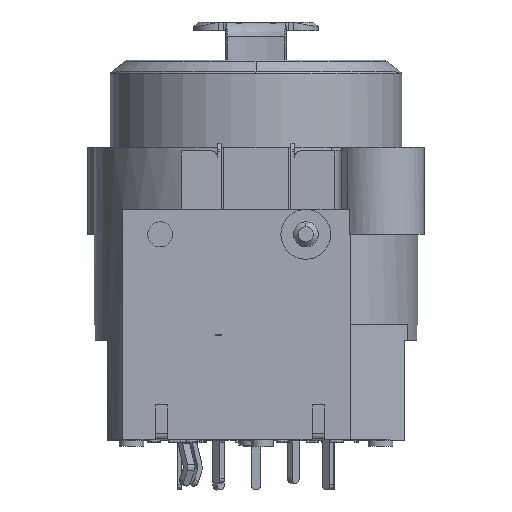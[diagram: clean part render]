
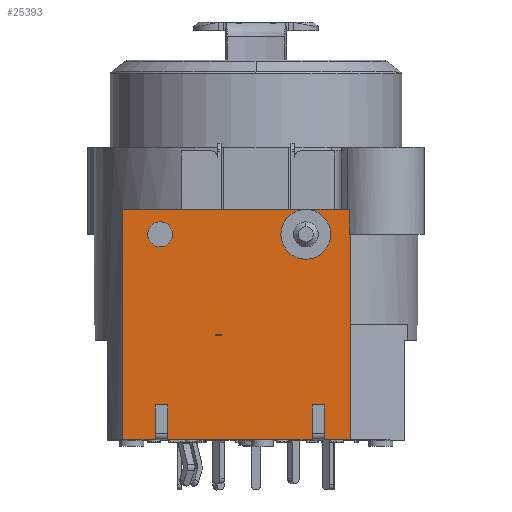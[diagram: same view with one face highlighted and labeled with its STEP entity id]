
A CAD part, top view. The second image highlights one B-rep face of the part: STEP entity #25393.
In plain terms, the highlighted planar face has unit normal (0, 0, 1).
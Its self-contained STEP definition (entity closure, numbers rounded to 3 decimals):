
#1142=DIRECTION('',(1.,0.,0.));
#1143=VECTOR('',#1142,11.6);
#1144=CARTESIAN_POINT('',(-7.1,-30.5,14.5));
#1145=LINE('',#1144,#1143);
#1146=DIRECTION('',(1.,0.,0.));
#1147=VECTOR('',#1146,2.1);
#1148=CARTESIAN_POINT('',(5.5,-30.5,14.5));
#1149=LINE('',#1148,#1147);
#1188=DIRECTION('',(1.,0.,0.));
#1189=VECTOR('',#1188,2.6);
#1190=CARTESIAN_POINT('',(-10.7,-30.5,14.5));
#1191=LINE('',#1190,#1189);
#5262=CARTESIAN_POINT('',(-7.7,-14.,14.5));
#5263=DIRECTION('',(0.,0.,1.));
#5264=DIRECTION('',(0.,1.,0.));
#5265=AXIS2_PLACEMENT_3D('',#5262,#5263,#5264);
#5267=CARTESIAN_POINT('',(-7.7,-14.,14.5));
#5268=DIRECTION('',(0.,0.,1.));
#5269=DIRECTION('',(0.,-1.,0.));
#5270=AXIS2_PLACEMENT_3D('',#5267,#5268,#5269);
#5272=CARTESIAN_POINT('',(4.,-14.,14.5));
#5273=DIRECTION('',(0.,0.,1.));
#5274=DIRECTION('',(0.,1.,0.));
#5275=AXIS2_PLACEMENT_3D('',#5272,#5273,#5274);
#5277=CARTESIAN_POINT('',(4.,-14.,14.5));
#5278=DIRECTION('',(0.,0.,1.));
#5279=DIRECTION('',(0.,-1.,0.));
#5280=AXIS2_PLACEMENT_3D('',#5277,#5278,#5279);
#5282=DIRECTION('',(0.,-1.,0.));
#5283=VECTOR('',#5282,2.);
#5284=CARTESIAN_POINT('',(7.5,-12.,14.5));
#5285=LINE('',#5284,#5283);
#5286=DIRECTION('',(1.,0.,0.));
#5287=VECTOR('',#5286,0.1);
#5288=CARTESIAN_POINT('',(7.5,-14.,14.5));
#5289=LINE('',#5288,#5287);
#5290=DIRECTION('',(0.,-1.,0.));
#5291=VECTOR('',#5290,16.5);
#5292=CARTESIAN_POINT('',(7.6,-14.,14.5));
#5293=LINE('',#5292,#5291);
#5312=DIRECTION('',(1.,0.,0.));
#5313=VECTOR('',#5312,0.5);
#5314=CARTESIAN_POINT('',(-3.251,-22.061,14.5));
#5315=LINE('',#5314,#5313);
#5316=CARTESIAN_POINT('',(-2.751,-22.061,14.5));
#5317=CARTESIAN_POINT('',(-2.751,-22.065,14.5));
#5318=CARTESIAN_POINT('',(-2.751,-22.074,
14.5));
#5319=CARTESIAN_POINT('',(-2.751,-22.087,
14.501));
#5320=CARTESIAN_POINT('',(-2.751,-22.096,
14.498));
#5321=CARTESIAN_POINT('',(-2.751,-22.1,14.498));
#5323=DIRECTION('',(-1.,0.,0.));
#5324=VECTOR('',#5323,0.5);
#5325=CARTESIAN_POINT('',(-2.751,-22.1,14.498));
#5326=LINE('',#5325,#5324);
#5327=CARTESIAN_POINT('',(-3.251,-22.1,14.498));
#5328=CARTESIAN_POINT('',(-3.251,-22.096,
14.498));
#5329=CARTESIAN_POINT('',(-3.251,-22.087,
14.501));
#5330=CARTESIAN_POINT('',(-3.251,-22.074,
14.5));
#5331=CARTESIAN_POINT('',(-3.251,-22.065,14.5));
#5332=CARTESIAN_POINT('',(-3.251,-22.061,14.5));
#5334=DIRECTION('',(0.,-1.,0.));
#5335=VECTOR('',#5334,2.8);
#5336=CARTESIAN_POINT('',(-7.1,-27.7,14.5));
#5337=LINE('',#5336,#5335);
#5355=DIRECTION('',(0.,1.,0.));
#5356=VECTOR('',#5355,2.8);
#5357=CARTESIAN_POINT('',(-8.1,-30.5,14.5));
#5358=LINE('',#5357,#5356);
#5372=DIRECTION('',(1.,0.,0.));
#5373=VECTOR('',#5372,1.);
#5374=CARTESIAN_POINT('',(-8.1,-27.7,14.5));
#5375=LINE('',#5374,#5373);
#5384=DIRECTION('',(0.,-1.,0.));
#5385=VECTOR('',#5384,18.5);
#5386=CARTESIAN_POINT('',(-10.7,-12.,14.5));
#5387=LINE('',#5386,#5385);
#5800=DIRECTION('',(-1.,0.,0.));
#5801=VECTOR('',#5800,3.5);
#5802=CARTESIAN_POINT('',(7.5,-12.,14.5));
#5803=LINE('',#5802,#5801);
#5804=DIRECTION('',(-1.,0.,0.));
#5805=VECTOR('',#5804,14.7);
#5806=CARTESIAN_POINT('',(4.,-12.,14.5));
#5807=LINE('',#5806,#5805);
#13182=DIRECTION('',(0.,-1.,0.));
#13183=VECTOR('',#13182,2.8);
#13184=CARTESIAN_POINT('',(5.5,-27.7,14.5));
#13185=LINE('',#13184,#13183);
#13203=DIRECTION('',(0.,1.,0.));
#13204=VECTOR('',#13203,2.8);
#13205=CARTESIAN_POINT('',(4.5,-30.5,14.5));
#13206=LINE('',#13205,#13204);
#13220=DIRECTION('',(1.,0.,0.));
#13221=VECTOR('',#13220,1.);
#13222=CARTESIAN_POINT('',(4.5,-27.7,14.5));
#13223=LINE('',#13222,#13221);
#14056=CARTESIAN_POINT('',(5.5,-30.5,14.5));
#14057=CARTESIAN_POINT('',(4.5,-30.5,14.5));
#14058=VERTEX_POINT('',#14056);
#14059=VERTEX_POINT('',#14057);
#14060=CARTESIAN_POINT('',(7.6,-30.5,14.5));
#14061=VERTEX_POINT('',#14060);
#14078=CARTESIAN_POINT('',(-10.7,-30.5,14.5));
#14079=VERTEX_POINT('',#14078);
#14080=CARTESIAN_POINT('',(-8.1,-30.5,14.5));
#14081=VERTEX_POINT('',#14080);
#14082=CARTESIAN_POINT('',(-7.1,-30.5,14.5));
#14083=VERTEX_POINT('',#14082);
#14864=CARTESIAN_POINT('',(4.5,-27.7,14.5));
#14865=VERTEX_POINT('',#14864);
#14868=CARTESIAN_POINT('',(-7.1,-27.7,14.5));
#14869=VERTEX_POINT('',#14868);
#14870=CARTESIAN_POINT('',(-8.1,-27.7,14.5));
#14871=VERTEX_POINT('',#14870);
#14872=CARTESIAN_POINT('',(-10.7,-12.,14.5));
#14873=VERTEX_POINT('',#14872);
#14874=CARTESIAN_POINT('',(4.,-12.,14.5));
#14875=VERTEX_POINT('',#14874);
#14876=CARTESIAN_POINT('',(4.,-16.,14.5));
#14877=VERTEX_POINT('',#14876);
#14878=CARTESIAN_POINT('',(7.5,-12.,14.5));
#14879=VERTEX_POINT('',#14878);
#14880=CARTESIAN_POINT('',(7.5,-14.,14.5));
#14881=VERTEX_POINT('',#14880);
#14882=CARTESIAN_POINT('',(7.6,-14.,14.5));
#14883=VERTEX_POINT('',#14882);
#14884=CARTESIAN_POINT('',(5.5,-27.7,14.5));
#14885=VERTEX_POINT('',#14884);
#14886=CARTESIAN_POINT('',(-2.751,-22.1,14.498));
#14887=CARTESIAN_POINT('',(-3.251,-22.1,14.498));
#14888=VERTEX_POINT('',#14886);
#14889=VERTEX_POINT('',#14887);
#14890=CARTESIAN_POINT('',(-7.7,-13.,14.5));
#14891=CARTESIAN_POINT('',(-7.7,-15.,14.5));
#14892=VERTEX_POINT('',#14890);
#14893=VERTEX_POINT('',#14891);
#17753=CARTESIAN_POINT('',(-3.251,-22.061,14.5));
#17754=CARTESIAN_POINT('',(-2.751,-22.061,14.5));
#17755=VERTEX_POINT('',#17753);
#17756=VERTEX_POINT('',#17754);
#25339=CARTESIAN_POINT('',(7.5,-12.,14.5));
#25340=DIRECTION('',(0.,0.,1.));
#25341=DIRECTION('',(-1.,0.,0.));
#25342=AXIS2_PLACEMENT_3D('',#25339,#25340,#25341);
#25343=PLANE('',#25342);
#25344=ORIENTED_EDGE('',*,*,#18058,.F.);
#25346=ORIENTED_EDGE('',*,*,#25345,.F.);
#25348=ORIENTED_EDGE('',*,*,#25347,.F.);
#25350=ORIENTED_EDGE('',*,*,#25349,.F.);
#25351=ORIENTED_EDGE('',*,*,#18082,.F.);
#25353=ORIENTED_EDGE('',*,*,#25352,.F.);
#25355=ORIENTED_EDGE('',*,*,#25354,.F.);
#25357=ORIENTED_EDGE('',*,*,#25356,.T.);
#25359=ORIENTED_EDGE('',*,*,#25358,.T.);
#25361=ORIENTED_EDGE('',*,*,#25360,.F.);
#25363=ORIENTED_EDGE('',*,*,#25362,.T.);
#25365=ORIENTED_EDGE('',*,*,#25364,.T.);
#25367=ORIENTED_EDGE('',*,*,#25366,.T.);
#25368=ORIENTED_EDGE('',*,*,#18062,.F.);
#25370=ORIENTED_EDGE('',*,*,#25369,.F.);
#25372=ORIENTED_EDGE('',*,*,#25371,.F.);
#25374=ORIENTED_EDGE('',*,*,#25373,.F.);
#25375=EDGE_LOOP('',(#25344,#25346,#25348,#25350,#25351,#25353,#25355,#25357,
#25359,#25361,#25363,#25365,#25367,#25368,#25370,#25372,#25374));
#25376=FACE_OUTER_BOUND('',#25375,.F.);
#25378=ORIENTED_EDGE('',*,*,#25377,.F.);
#25380=ORIENTED_EDGE('',*,*,#25379,.F.);
#25382=ORIENTED_EDGE('',*,*,#25381,.F.);
#25384=ORIENTED_EDGE('',*,*,#25383,.F.);
#25385=EDGE_LOOP('',(#25378,#25380,#25382,#25384));
#25386=FACE_BOUND('',#25385,.F.);
#25388=ORIENTED_EDGE('',*,*,#25387,.T.);
#25390=ORIENTED_EDGE('',*,*,#25389,.T.);
#25391=EDGE_LOOP('',(#25388,#25390));
#25392=FACE_BOUND('',#25391,.F.);
#5266=CIRCLE('',#5265,1.);
#5271=CIRCLE('',#5270,1.);
#5276=CIRCLE('',#5275,2.);
#5281=CIRCLE('',#5280,2.);
#5322=B_SPLINE_CURVE_WITH_KNOTS('',3,(#5316,#5317,#5318,#5319,#5320,#5321),
.UNSPECIFIED.,.F.,.F.,(4,1,1,4),(0.,0.333,0.667,1.),
.UNSPECIFIED.);
#5333=B_SPLINE_CURVE_WITH_KNOTS('',3,(#5327,#5328,#5329,#5330,#5331,#5332),
.UNSPECIFIED.,.F.,.F.,(4,1,1,4),(0.,0.333,0.667,1.),
.UNSPECIFIED.);
#18058=EDGE_CURVE('',#14083,#14059,#1145,.T.);
#18062=EDGE_CURVE('',#14058,#14061,#1149,.T.);
#18082=EDGE_CURVE('',#14079,#14081,#1191,.T.);
#25345=EDGE_CURVE('',#14869,#14083,#5337,.T.);
#25347=EDGE_CURVE('',#14871,#14869,#5375,.T.);
#25349=EDGE_CURVE('',#14081,#14871,#5358,.T.);
#25352=EDGE_CURVE('',#14873,#14079,#5387,.T.);
#25354=EDGE_CURVE('',#14875,#14873,#5807,.T.);
#25356=EDGE_CURVE('',#14875,#14877,#5276,.T.);
#25358=EDGE_CURVE('',#14877,#14875,#5281,.T.);
#25360=EDGE_CURVE('',#14879,#14875,#5803,.T.);
#25362=EDGE_CURVE('',#14879,#14881,#5285,.T.);
#25364=EDGE_CURVE('',#14881,#14883,#5289,.T.);
#25366=EDGE_CURVE('',#14883,#14061,#5293,.T.);
#25369=EDGE_CURVE('',#14885,#14058,#13185,.T.);
#25371=EDGE_CURVE('',#14865,#14885,#13223,.T.);
#25373=EDGE_CURVE('',#14059,#14865,#13206,.T.);
#25377=EDGE_CURVE('',#17756,#14888,#5322,.T.);
#25379=EDGE_CURVE('',#17755,#17756,#5315,.T.);
#25381=EDGE_CURVE('',#14889,#17755,#5333,.T.);
#25383=EDGE_CURVE('',#14888,#14889,#5326,.T.);
#25387=EDGE_CURVE('',#14892,#14893,#5266,.T.);
#25389=EDGE_CURVE('',#14893,#14892,#5271,.T.);
#25393=ADVANCED_FACE('',(#25376,#25386,#25392),#25343,.T.);
